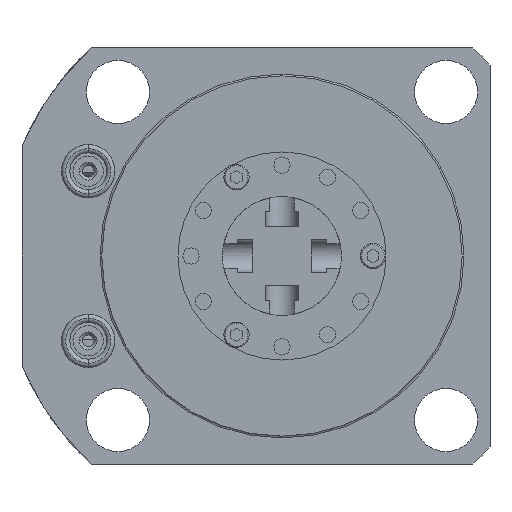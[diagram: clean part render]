
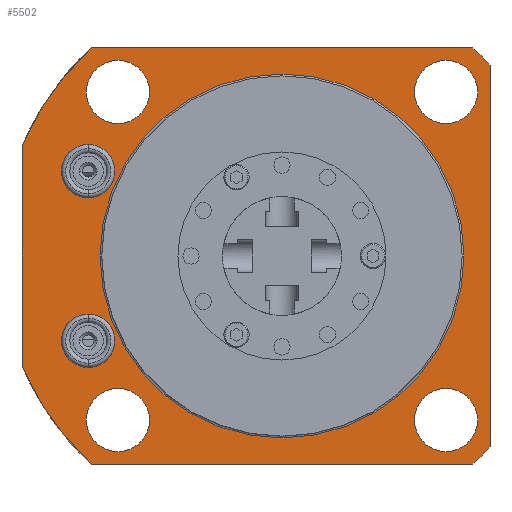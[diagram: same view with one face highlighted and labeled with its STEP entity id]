
A CAD part, front view. The second image highlights one B-rep face of the part: STEP entity #5502.
In plain terms, the highlighted planar face has unit normal (0, -1, 0).
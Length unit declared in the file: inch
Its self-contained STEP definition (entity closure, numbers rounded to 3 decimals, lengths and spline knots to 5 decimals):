
#1051=CARTESIAN_POINT('',(0.,4.125,0.));
#1052=DIRECTION('',(0.,-1.,0.));
#1053=DIRECTION('',(0.,0.,1.));
#1054=AXIS2_PLACEMENT_3D('',#1051,#1052,#1053);
#1075=CARTESIAN_POINT('',(0.,4.125,0.));
#1076=DIRECTION('',(0.,-1.,0.));
#1077=DIRECTION('',(-0.921,0.,-0.39));
#1078=AXIS2_PLACEMENT_3D('',#1075,#1076,#1077);
#1083=CARTESIAN_POINT('',(0.,4.125,0.));
#1084=DIRECTION('',(0.,-1.,0.));
#1085=DIRECTION('',(-0.676,0.,0.737));
#1086=AXIS2_PLACEMENT_3D('',#1083,#1084,#1085);
#1091=CARTESIAN_POINT('',(0.,4.125,0.));
#1092=DIRECTION('',(0.,-1.,0.));
#1093=DIRECTION('',(0.737,0.,0.676));
#1094=AXIS2_PLACEMENT_3D('',#1091,#1092,#1093);
#1099=CARTESIAN_POINT('',(0.,4.125,0.));
#1100=DIRECTION('',(0.,-1.,0.));
#1101=DIRECTION('',(0.676,0.,-0.737));
#1102=AXIS2_PLACEMENT_3D('',#1099,#1100,#1101);
#1107=CARTESIAN_POINT('',(1.38,4.125,-1.38));
#1108=DIRECTION('',(0.,-1.,0.));
#1109=DIRECTION('',(1.,0.,0.));
#1110=AXIS2_PLACEMENT_3D('',#1107,#1108,#1109);
#1115=CARTESIAN_POINT('',(1.38,4.125,-1.38));
#1116=DIRECTION('',(0.,-1.,0.));
#1117=DIRECTION('',(-1.,0.,0.));
#1118=AXIS2_PLACEMENT_3D('',#1115,#1116,#1117);
#1123=CARTESIAN_POINT('',(1.38,4.125,1.38));
#1124=DIRECTION('',(0.,-1.,0.));
#1125=DIRECTION('',(1.,0.,0.));
#1126=AXIS2_PLACEMENT_3D('',#1123,#1124,#1125);
#1131=CARTESIAN_POINT('',(1.38,4.125,1.38));
#1132=DIRECTION('',(0.,-1.,0.));
#1133=DIRECTION('',(-1.,0.,0.));
#1134=AXIS2_PLACEMENT_3D('',#1131,#1132,#1133);
#1139=CARTESIAN_POINT('',(-1.38,4.125,-1.38));
#1140=DIRECTION('',(0.,-1.,0.));
#1141=DIRECTION('',(1.,0.,0.));
#1142=AXIS2_PLACEMENT_3D('',#1139,#1140,#1141);
#1147=CARTESIAN_POINT('',(-1.38,4.125,-1.38));
#1148=DIRECTION('',(0.,-1.,0.));
#1149=DIRECTION('',(-1.,0.,0.));
#1150=AXIS2_PLACEMENT_3D('',#1147,#1148,#1149);
#1155=CARTESIAN_POINT('',(-1.38,4.125,1.38));
#1156=DIRECTION('',(0.,-1.,0.));
#1157=DIRECTION('',(1.,0.,0.));
#1158=AXIS2_PLACEMENT_3D('',#1155,#1156,#1157);
#1163=CARTESIAN_POINT('',(-1.38,4.125,1.38));
#1164=DIRECTION('',(0.,-1.,0.));
#1165=DIRECTION('',(-1.,0.,0.));
#1166=AXIS2_PLACEMENT_3D('',#1163,#1164,#1165);
#1171=CARTESIAN_POINT('',(-1.63,4.125,-0.713));
#1172=DIRECTION('',(0.,1.,0.));
#1173=DIRECTION('',(-1.,0.,0.));
#1174=AXIS2_PLACEMENT_3D('',#1171,#1172,#1173);
#1179=CARTESIAN_POINT('',(-1.63,4.125,-0.713));
#1180=DIRECTION('',(0.,1.,0.));
#1181=DIRECTION('',(1.,0.,0.));
#1182=AXIS2_PLACEMENT_3D('',#1179,#1180,#1181);
#1187=CARTESIAN_POINT('',(-1.63,4.125,0.713));
#1188=DIRECTION('',(0.,1.,0.));
#1189=DIRECTION('',(-1.,0.,0.));
#1190=AXIS2_PLACEMENT_3D('',#1187,#1188,#1189);
#1195=CARTESIAN_POINT('',(-1.63,4.125,0.713));
#1196=DIRECTION('',(0.,1.,0.));
#1197=DIRECTION('',(1.,0.,0.));
#1198=AXIS2_PLACEMENT_3D('',#1195,#1196,#1197);
#1231=DIRECTION('',(-1.,0.,0.));
#1232=VECTOR('',#1231,3.21131);
#1233=CARTESIAN_POINT('',(1.60565,4.125,-1.75));
#1234=LINE('',#1233,#1232);
#1371=DIRECTION('',(1.,0.,0.));
#1372=VECTOR('',#1371,3.21131);
#1373=CARTESIAN_POINT('',(-1.60565,4.125,1.75));
#1374=LINE('',#1373,#1372);
#1551=DIRECTION('',(0.,0.,1.));
#1552=VECTOR('',#1551,1.85219);
#1553=CARTESIAN_POINT('',(-2.187,4.125,-0.9261));
#1554=LINE('',#1553,#1552);
#2493=DIRECTION('',(0.,0.,-1.));
#2494=VECTOR('',#2493,3.21131);
#2495=CARTESIAN_POINT('',(1.75,4.125,1.60565));
#2496=LINE('',#2495,#2494);
#3212=CARTESIAN_POINT('',(0.,4.125,0.));
#3213=DIRECTION('',(0.,-1.,0.));
#3214=DIRECTION('',(0.,0.,-1.));
#3215=AXIS2_PLACEMENT_3D('',#3212,#3213,#3214);
#4195=CARTESIAN_POINT('',(1.60565,4.125,-1.75));
#4196=CARTESIAN_POINT('',(-1.60565,4.125,-1.75));
#4197=VERTEX_POINT('',#4195);
#4198=VERTEX_POINT('',#4196);
#4199=CARTESIAN_POINT('',(-2.187,4.125,-0.9261));
#4200=CARTESIAN_POINT('',(-2.187,4.125,0.9261));
#4201=VERTEX_POINT('',#4199);
#4202=VERTEX_POINT('',#4200);
#4203=CARTESIAN_POINT('',(-1.60565,4.125,1.75));
#4204=CARTESIAN_POINT('',(1.60565,4.125,1.75));
#4205=VERTEX_POINT('',#4203);
#4206=VERTEX_POINT('',#4204);
#4207=CARTESIAN_POINT('',(1.75,4.125,1.60565));
#4208=CARTESIAN_POINT('',(1.75,4.125,-1.60565));
#4209=VERTEX_POINT('',#4207);
#4210=VERTEX_POINT('',#4208);
#4211=CARTESIAN_POINT('',(1.6455,4.125,-1.38));
#4212=CARTESIAN_POINT('',(1.1145,4.125,-1.38));
#4213=VERTEX_POINT('',#4211);
#4214=VERTEX_POINT('',#4212);
#4219=CARTESIAN_POINT('',(-1.8545,4.125,-0.713));
#4220=CARTESIAN_POINT('',(-1.4055,4.125,-0.713));
#4221=VERTEX_POINT('',#4219);
#4222=VERTEX_POINT('',#4220);
#4243=CARTESIAN_POINT('',(0.,4.125,-1.5305));
#4244=CARTESIAN_POINT('',(0.,4.125,1.5305));
#4245=VERTEX_POINT('',#4243);
#4246=VERTEX_POINT('',#4244);
#4281=CARTESIAN_POINT('',(1.6455,4.125,1.38));
#4282=CARTESIAN_POINT('',(1.1145,4.125,1.38));
#4283=VERTEX_POINT('',#4281);
#4284=VERTEX_POINT('',#4282);
#4285=CARTESIAN_POINT('',(-1.1145,4.125,-1.38));
#4286=CARTESIAN_POINT('',(-1.6455,4.125,-1.38));
#4287=VERTEX_POINT('',#4285);
#4288=VERTEX_POINT('',#4286);
#4289=CARTESIAN_POINT('',(-1.1145,4.125,1.38));
#4290=CARTESIAN_POINT('',(-1.6455,4.125,1.38));
#4291=VERTEX_POINT('',#4289);
#4292=VERTEX_POINT('',#4290);
#4369=CARTESIAN_POINT('',(-1.8545,4.125,0.713));
#4370=CARTESIAN_POINT('',(-1.4055,4.125,0.713));
#4371=VERTEX_POINT('',#4369);
#4372=VERTEX_POINT('',#4370);
#5438=CARTESIAN_POINT('',(0.,4.125,0.));
#5439=DIRECTION('',(0.,-1.,0.));
#5440=DIRECTION('',(0.,0.,1.));
#5441=AXIS2_PLACEMENT_3D('',#5438,#5439,#5440);
#5442=PLANE('',#5441);
#5444=ORIENTED_EDGE('',*,*,#5443,.T.);
#5446=ORIENTED_EDGE('',*,*,#5445,.F.);
#5448=ORIENTED_EDGE('',*,*,#5447,.T.);
#5450=ORIENTED_EDGE('',*,*,#5449,.F.);
#5452=ORIENTED_EDGE('',*,*,#5451,.T.);
#5454=ORIENTED_EDGE('',*,*,#5453,.F.);
#5456=ORIENTED_EDGE('',*,*,#5455,.T.);
#5458=ORIENTED_EDGE('',*,*,#5457,.F.);
#5459=EDGE_LOOP('',(#5444,#5446,#5448,#5450,#5452,#5454,#5456,#5458));
#5460=FACE_OUTER_BOUND('',#5459,.F.);
#5462=ORIENTED_EDGE('',*,*,#5461,.T.);
#5463=ORIENTED_EDGE('',*,*,#5428,.T.);
#5464=EDGE_LOOP('',(#5462,#5463));
#5465=FACE_BOUND('',#5464,.F.);
#5467=ORIENTED_EDGE('',*,*,#5466,.T.);
#5469=ORIENTED_EDGE('',*,*,#5468,.T.);
#5470=EDGE_LOOP('',(#5467,#5469));
#5471=FACE_BOUND('',#5470,.F.);
#5473=ORIENTED_EDGE('',*,*,#5472,.T.);
#5475=ORIENTED_EDGE('',*,*,#5474,.T.);
#5476=EDGE_LOOP('',(#5473,#5475));
#5477=FACE_BOUND('',#5476,.F.);
#5479=ORIENTED_EDGE('',*,*,#5478,.T.);
#5481=ORIENTED_EDGE('',*,*,#5480,.T.);
#5482=EDGE_LOOP('',(#5479,#5481));
#5483=FACE_BOUND('',#5482,.F.);
#5485=ORIENTED_EDGE('',*,*,#5484,.T.);
#5487=ORIENTED_EDGE('',*,*,#5486,.T.);
#5488=EDGE_LOOP('',(#5485,#5487));
#5489=FACE_BOUND('',#5488,.F.);
#5491=ORIENTED_EDGE('',*,*,#5490,.F.);
#5493=ORIENTED_EDGE('',*,*,#5492,.F.);
#5494=EDGE_LOOP('',(#5491,#5493));
#5495=FACE_BOUND('',#5494,.F.);
#5497=ORIENTED_EDGE('',*,*,#5496,.F.);
#5499=ORIENTED_EDGE('',*,*,#5498,.F.);
#5500=EDGE_LOOP('',(#5497,#5499));
#5501=FACE_BOUND('',#5500,.F.);
#1055=CIRCLE('',#1054,1.5305);
#1079=CIRCLE('',#1078,2.375);
#1087=CIRCLE('',#1086,2.375);
#1095=CIRCLE('',#1094,2.375);
#1103=CIRCLE('',#1102,2.375);
#1111=CIRCLE('',#1110,0.2655);
#1119=CIRCLE('',#1118,0.2655);
#1127=CIRCLE('',#1126,0.2655);
#1135=CIRCLE('',#1134,0.2655);
#1143=CIRCLE('',#1142,0.2655);
#1151=CIRCLE('',#1150,0.2655);
#1159=CIRCLE('',#1158,0.2655);
#1167=CIRCLE('',#1166,0.2655);
#1175=CIRCLE('',#1174,0.2245);
#1183=CIRCLE('',#1182,0.2245);
#1191=CIRCLE('',#1190,0.2245);
#1199=CIRCLE('',#1198,0.2245);
#3216=CIRCLE('',#3215,1.5305);
#5428=EDGE_CURVE('',#4246,#4245,#1055,.T.);
#5443=EDGE_CURVE('',#4197,#4198,#1234,.T.);
#5445=EDGE_CURVE('',#4201,#4198,#1079,.T.);
#5447=EDGE_CURVE('',#4201,#4202,#1554,.T.);
#5449=EDGE_CURVE('',#4205,#4202,#1087,.T.);
#5451=EDGE_CURVE('',#4205,#4206,#1374,.T.);
#5453=EDGE_CURVE('',#4209,#4206,#1095,.T.);
#5455=EDGE_CURVE('',#4209,#4210,#2496,.T.);
#5457=EDGE_CURVE('',#4197,#4210,#1103,.T.);
#5461=EDGE_CURVE('',#4245,#4246,#3216,.T.);
#5466=EDGE_CURVE('',#4213,#4214,#1111,.T.);
#5468=EDGE_CURVE('',#4214,#4213,#1119,.T.);
#5472=EDGE_CURVE('',#4283,#4284,#1127,.T.);
#5474=EDGE_CURVE('',#4284,#4283,#1135,.T.);
#5478=EDGE_CURVE('',#4287,#4288,#1143,.T.);
#5480=EDGE_CURVE('',#4288,#4287,#1151,.T.);
#5484=EDGE_CURVE('',#4291,#4292,#1159,.T.);
#5486=EDGE_CURVE('',#4292,#4291,#1167,.T.);
#5490=EDGE_CURVE('',#4221,#4222,#1175,.T.);
#5492=EDGE_CURVE('',#4222,#4221,#1183,.T.);
#5496=EDGE_CURVE('',#4371,#4372,#1191,.T.);
#5498=EDGE_CURVE('',#4372,#4371,#1199,.T.);
#5502=ADVANCED_FACE('',(#5460,#5465,#5471,#5477,#5483,#5489,#5495,#5501),#5442,
.T.);
